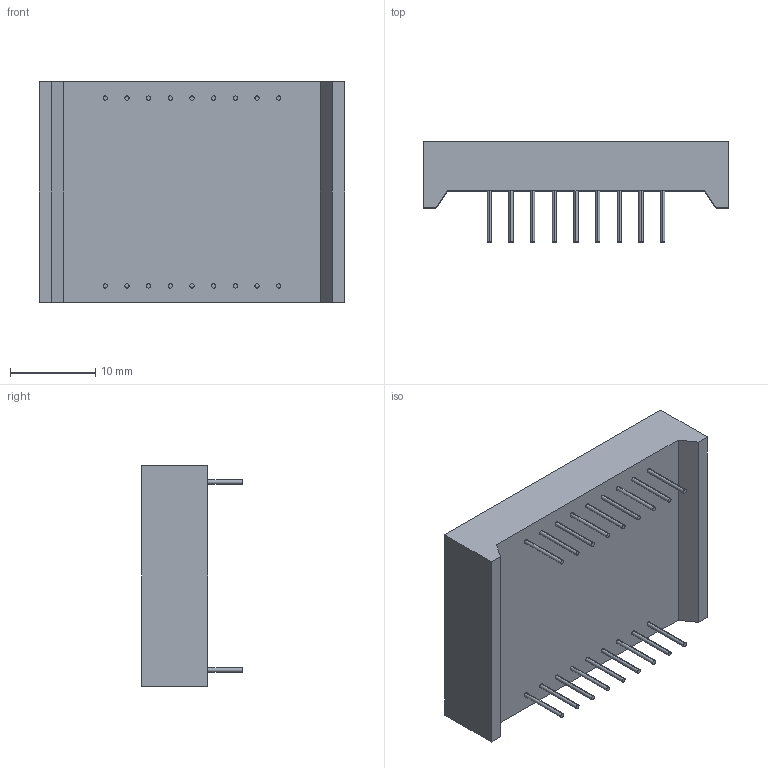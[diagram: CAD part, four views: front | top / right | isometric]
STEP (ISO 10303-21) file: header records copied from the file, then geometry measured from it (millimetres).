
FILE_DESCRIPTION (( 'STEP AP203' ), '1' );
FILE_NAME ('DA08-11SRWA.STEP', '2020-02-17T12:24:37', ( 'User Windows' ), ( '' ), 'SwSTEP 2.0', 'SolidWorks 2017', '' );
FILE_SCHEMA (( 'CONFIG_CONTROL_DESIGN' ));
Length unit declared in the file: millimetre
Products named in the file (1): DA08-11SRWA
Bounding box: 35.8 x 11.74 x 25.85 mm (x, y, z)
Volume: 5559.2 mm3; surface area: 2903.6 mm2
Topology: 1 solids, 1 shells, 64 faces, 132 edges, 88 vertices
Faces by surface type: cylinder 36, plane 28
Entity records: 1805 total; most frequent: DIRECTION 334, CARTESIAN_POINT 285, ORIENTED_EDGE 264, AXIS2_PLACEMENT_3D 137, EDGE_CURVE 132, VERTEX_POINT 88, EDGE_LOOP 82, CIRCLE 72
